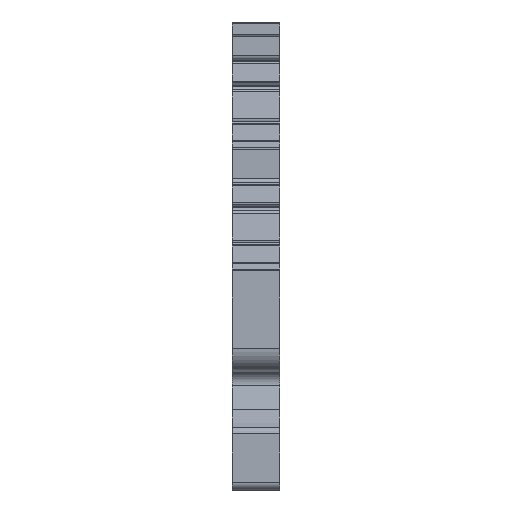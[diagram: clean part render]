
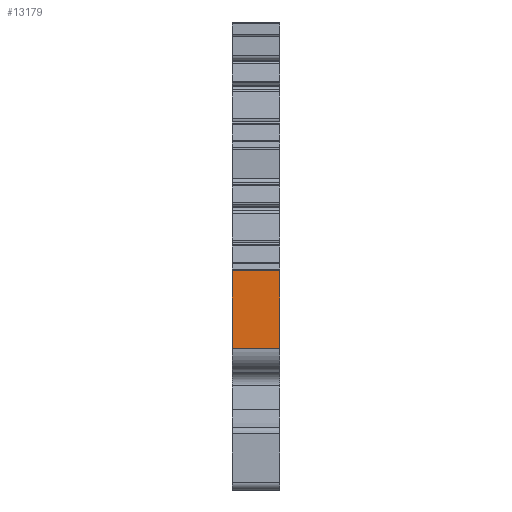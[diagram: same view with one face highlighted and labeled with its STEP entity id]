
A CAD part, left-side view. The second image highlights one B-rep face of the part: STEP entity #13179.
In plain terms, the highlighted planar face has unit normal (-1, 0, 0).
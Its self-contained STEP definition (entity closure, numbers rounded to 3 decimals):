
#1772=ORIENTED_EDGE('',*,*,#3966,.T.);
#1773=ORIENTED_EDGE('',*,*,#4555,.F.);
#1774=ORIENTED_EDGE('',*,*,#4447,.F.);
#1775=ORIENTED_EDGE('',*,*,#4554,.T.);
#3966=EDGE_CURVE('',#5401,#5400,#6316,.T.);
#4447=EDGE_CURVE('',#5856,#5857,#6593,.T.);
#4554=EDGE_CURVE('',#5856,#5401,#6671,.T.);
#4555=EDGE_CURVE('',#5857,#5400,#6672,.T.);
#5400=VERTEX_POINT('',#18067);
#5401=VERTEX_POINT('',#18069);
#5856=VERTEX_POINT('',#19084);
#5857=VERTEX_POINT('',#19086);
#6316=LINE('',#18068,#7375);
#6593=LINE('',#19085,#7652);
#6671=LINE('',#19290,#7730);
#6672=LINE('',#19292,#7731);
#7375=VECTOR('',#15064,1000.);
#7652=VECTOR('',#15779,1000.);
#7730=VECTOR('',#15981,1000.);
#7731=VECTOR('',#15984,1000.);
#8338=EDGE_LOOP('',(#1772,#1773,#1774,#1775));
#8852=FACE_BOUND('',#8338,.T.);
#9312=PLANE('',#14037);
#13179=ADVANCED_FACE('',(#8852),#9312,.F.);
#14037=AXIS2_PLACEMENT_3D('',#19291,#15982,#15983);
#15064=DIRECTION('',(0.,0.,1.));
#15779=DIRECTION('',(0.,0.,1.));
#15981=DIRECTION('',(0.,-1.,0.));
#15982=DIRECTION('',(1.,0.,0.));
#15983=DIRECTION('',(0.,0.,-1.));
#15984=DIRECTION('',(0.,-1.,0.));
#18067=CARTESIAN_POINT('',(-70.5,0.,15.72));
#18068=CARTESIAN_POINT('',(-70.5,0.,15.72));
#18069=CARTESIAN_POINT('',(-70.5,0.,7.613));
#19084=CARTESIAN_POINT('',(-70.5,5.,7.613));
#19085=CARTESIAN_POINT('',(-70.5,5.,15.72));
#19086=CARTESIAN_POINT('',(-70.5,5.,15.72));
#19290=CARTESIAN_POINT('',(-70.5,5.,7.613));
#19291=CARTESIAN_POINT('',(-70.5,5.,15.72));
#19292=CARTESIAN_POINT('',(-70.5,5.,15.72));
